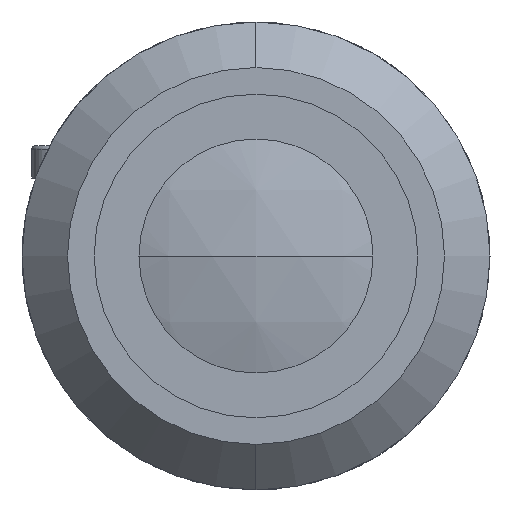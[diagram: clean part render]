
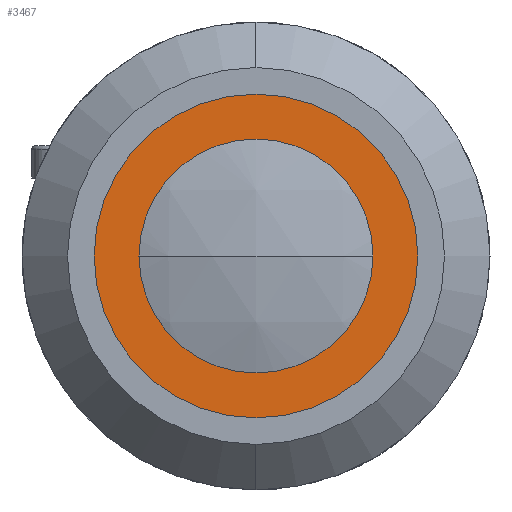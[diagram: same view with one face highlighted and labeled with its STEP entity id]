
A CAD part, left-side view. The second image highlights one B-rep face of the part: STEP entity #3467.
In plain terms, the highlighted planar face has unit normal (-1, 0, 0).
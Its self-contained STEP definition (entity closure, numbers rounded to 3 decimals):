
#11 = AXIS2_PLACEMENT_3D ( 'NONE', #970, #2834, #1227 ) ;
#159 = VERTEX_POINT ( 'NONE', #2720 ) ;
#179 = FACE_BOUND ( 'NONE', #1092, .T. ) ;
#226 = DIRECTION ( 'NONE',  ( 0., 0., 1. ) ) ;
#329 = EDGE_CURVE ( 'NONE', #1298, #159, #1887, .T. ) ;
#413 = DIRECTION ( 'NONE',  ( -1., 0., 0. ) ) ;
#467 = AXIS2_PLACEMENT_3D ( 'NONE', #2243, #938, #2810 ) ;
#508 = CIRCLE ( 'NONE', #3099, 9. ) ;
#612 = EDGE_LOOP ( 'NONE', ( #2415, #2457 ) ) ;
#627 = EDGE_CURVE ( 'NONE', #2528, #1970, #1423, .T. ) ;
#938 = DIRECTION ( 'NONE',  ( 1., 0., 0. ) ) ;
#970 = CARTESIAN_POINT ( 'NONE',  ( 3.5, 0., 0. ) ) ;
#1092 = EDGE_LOOP ( 'NONE', ( #2171, #2373 ) ) ;
#1096 = EDGE_CURVE ( 'NONE', #1970, #2528, #508, .T. ) ;
#1227 = DIRECTION ( 'NONE',  ( 0., 0., 1. ) ) ;
#1298 = VERTEX_POINT ( 'NONE', #1855 ) ;
#1302 = DIRECTION ( 'NONE',  ( -1., 0., 0. ) ) ;
#1423 = CIRCLE ( 'NONE', #2678, 9. ) ;
#1555 = FACE_OUTER_BOUND ( 'NONE', #612, .T. ) ;
#1699 = EDGE_CURVE ( 'NONE', #159, #1298, #2183, .T. ) ;
#1834 = DIRECTION ( 'NONE',  ( -1., 0., 0. ) ) ;
#1855 = CARTESIAN_POINT ( 'NONE',  ( 3.5, 0., 13.2 ) ) ;
#1887 = CIRCLE ( 'NONE', #11, 13.2 ) ;
#1964 = PLANE ( 'NONE',  #467 ) ;
#1970 = VERTEX_POINT ( 'NONE', #2725 ) ;
#2008 = CARTESIAN_POINT ( 'NONE',  ( 3.5, 0., 0. ) ) ;
#2171 = ORIENTED_EDGE ( 'NONE', *, *, #1096, .F. ) ;
#2183 = CIRCLE ( 'NONE', #3138, 13.2 ) ;
#2243 = CARTESIAN_POINT ( 'NONE',  ( 3.5, 13.2, 0. ) ) ;
#2288 = DIRECTION ( 'NONE',  ( 0., 0., 1. ) ) ;
#2373 = ORIENTED_EDGE ( 'NONE', *, *, #627, .F. ) ;
#2415 = ORIENTED_EDGE ( 'NONE', *, *, #329, .T. ) ;
#2457 = ORIENTED_EDGE ( 'NONE', *, *, #1699, .T. ) ;
#2528 = VERTEX_POINT ( 'NONE', #3480 ) ;
#2678 = AXIS2_PLACEMENT_3D ( 'NONE', #2907, #1302, #3177 ) ;
#2720 = CARTESIAN_POINT ( 'NONE',  ( 3.5, 0., -13.2 ) ) ;
#2725 = CARTESIAN_POINT ( 'NONE',  ( 3.5, 0., 9. ) ) ;
#2810 = DIRECTION ( 'NONE',  ( 0., 0., -1. ) ) ;
#2834 = DIRECTION ( 'NONE',  ( -1., 0., 0. ) ) ;
#2907 = CARTESIAN_POINT ( 'NONE',  ( 3.5, 0., 0. ) ) ;
#3099 = AXIS2_PLACEMENT_3D ( 'NONE', #2008, #413, #2288 ) ;
#3138 = AXIS2_PLACEMENT_3D ( 'NONE', #3464, #1834, #226 ) ;
#3177 = DIRECTION ( 'NONE',  ( 0., 0., 1. ) ) ;
#3464 = CARTESIAN_POINT ( 'NONE',  ( 3.5, 0., 0. ) ) ;
#3467 = ADVANCED_FACE ( 'NONE', ( #179, #1555 ), #1964, .F. ) ;
#3480 = CARTESIAN_POINT ( 'NONE',  ( 3.5, 0., -9. ) ) ;
